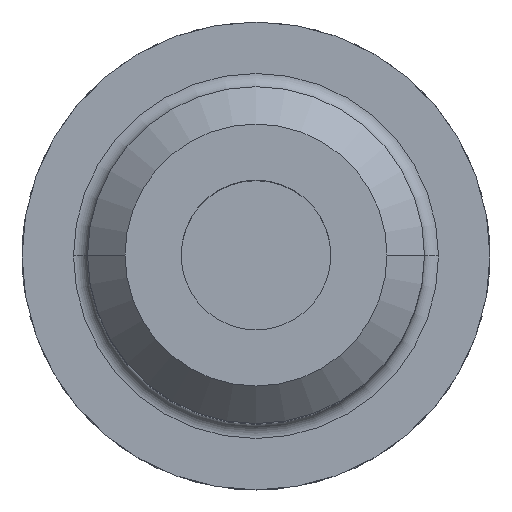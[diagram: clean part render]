
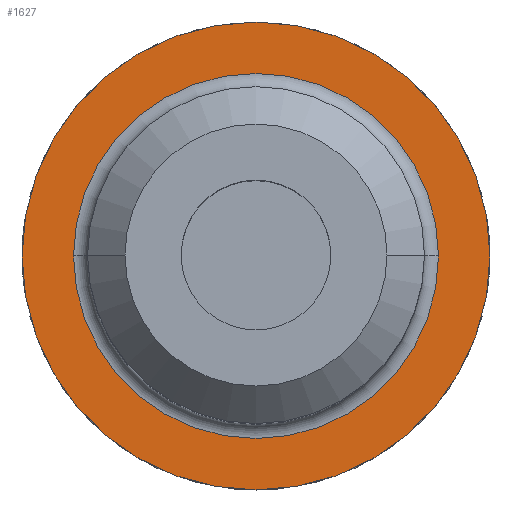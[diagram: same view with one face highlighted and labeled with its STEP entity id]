
A CAD part, top view. The second image highlights one B-rep face of the part: STEP entity #1627.
In plain terms, the highlighted planar face has unit normal (0, 0, 1).
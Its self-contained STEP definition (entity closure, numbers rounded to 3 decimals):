
#5 = DIRECTION ( 'NONE',  ( 0., 0., -1. ) ) ;
#22 = DIRECTION ( 'NONE',  ( 0., 0., -1. ) ) ;
#27 = ORIENTED_EDGE ( 'NONE', *, *, #1184, .F. ) ;
#34 = DIRECTION ( 'NONE',  ( 0., 0., -1. ) ) ;
#107 = EDGE_CURVE ( 'NONE', #932, #1353, #1495, .T. ) ;
#149 = CARTESIAN_POINT ( 'NONE',  ( 0., 0., 38. ) ) ;
#154 = CARTESIAN_POINT ( 'NONE',  ( 50., 0., 38. ) ) ;
#237 = VERTEX_POINT ( 'NONE', #154 ) ;
#256 = CARTESIAN_POINT ( 'NONE',  ( 0., 0., 38. ) ) ;
#265 = CIRCLE ( 'NONE', #1636, 50. ) ;
#308 = AXIS2_PLACEMENT_3D ( 'NONE', #149, #34, #1182 ) ;
#397 = DIRECTION ( 'NONE',  ( -1., 0., 0. ) ) ;
#546 = AXIS2_PLACEMENT_3D ( 'NONE', #1670, #5, #789 ) ;
#598 = DIRECTION ( 'NONE',  ( -1., 0., 0. ) ) ;
#624 = ORIENTED_EDGE ( 'NONE', *, *, #1145, .T. ) ;
#647 = AXIS2_PLACEMENT_3D ( 'NONE', #256, #1162, #397 ) ;
#737 = DIRECTION ( 'NONE',  ( 0., 0., -1. ) ) ;
#789 = DIRECTION ( 'NONE',  ( -1., 0., 0. ) ) ;
#808 = EDGE_CURVE ( 'NONE', #237, #1075, #265, .T. ) ;
#932 = VERTEX_POINT ( 'NONE', #1399 ) ;
#947 = ORIENTED_EDGE ( 'NONE', *, *, #808, .F. ) ;
#1042 = CARTESIAN_POINT ( 'NONE',  ( -50., 0., 38. ) ) ;
#1075 = VERTEX_POINT ( 'NONE', #1042 ) ;
#1141 = EDGE_LOOP ( 'NONE', ( #27, #947 ) ) ;
#1145 = EDGE_CURVE ( 'NONE', #1353, #932, #1382, .T. ) ;
#1162 = DIRECTION ( 'NONE',  ( 0., 0., -1. ) ) ;
#1176 = AXIS2_PLACEMENT_3D ( 'NONE', #1568, #22, #1472 ) ;
#1182 = DIRECTION ( 'NONE',  ( -1., 0., 0. ) ) ;
#1184 = EDGE_CURVE ( 'NONE', #1075, #237, #1676, .T. ) ;
#1213 = EDGE_LOOP ( 'NONE', ( #1667, #624 ) ) ;
#1283 = FACE_OUTER_BOUND ( 'NONE', #1141, .T. ) ;
#1330 = CARTESIAN_POINT ( 'NONE',  ( 39., 0., 38. ) ) ;
#1353 = VERTEX_POINT ( 'NONE', #1330 ) ;
#1382 = CIRCLE ( 'NONE', #308, 39. ) ;
#1399 = CARTESIAN_POINT ( 'NONE',  ( -39., 0., 38. ) ) ;
#1472 = DIRECTION ( 'NONE',  ( -1., 0., 0. ) ) ;
#1495 = CIRCLE ( 'NONE', #647, 39. ) ;
#1568 = CARTESIAN_POINT ( 'NONE',  ( 0., 0., 38. ) ) ;
#1627 = ADVANCED_FACE ( 'NONE', ( #1633, #1283 ), #1659, .F. ) ;
#1630 = CARTESIAN_POINT ( 'NONE',  ( 0., 0., 38. ) ) ;
#1633 = FACE_BOUND ( 'NONE', #1213, .T. ) ;
#1636 = AXIS2_PLACEMENT_3D ( 'NONE', #1630, #737, #598 ) ;
#1659 = PLANE ( 'NONE',  #546 ) ;
#1667 = ORIENTED_EDGE ( 'NONE', *, *, #107, .T. ) ;
#1670 = CARTESIAN_POINT ( 'NONE',  ( 0., 36., 38. ) ) ;
#1676 = CIRCLE ( 'NONE', #1176, 50. ) ;
